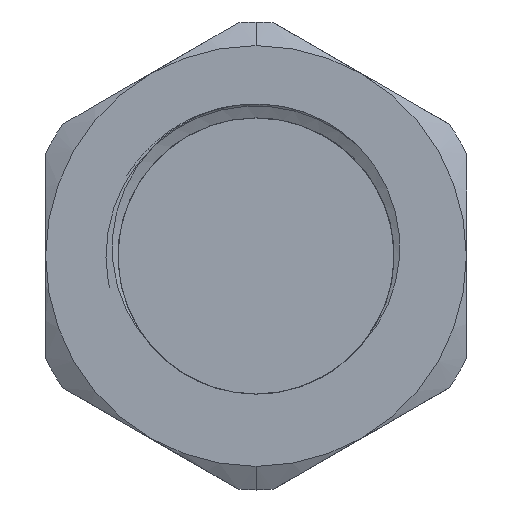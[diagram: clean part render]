
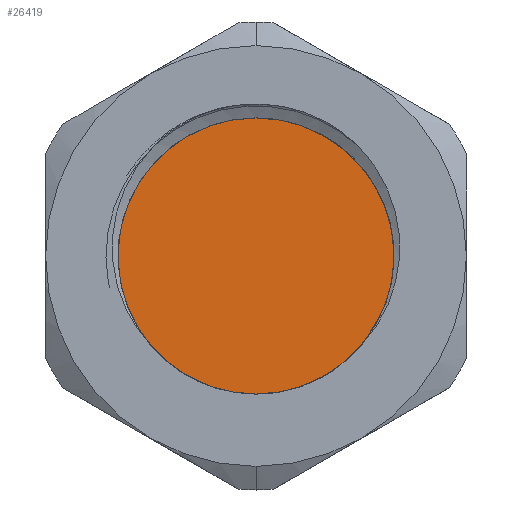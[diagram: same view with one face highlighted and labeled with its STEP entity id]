
A CAD part, left-side view. The second image highlights one B-rep face of the part: STEP entity #26419.
In plain terms, the highlighted planar face has unit normal (-1, 0, 0).
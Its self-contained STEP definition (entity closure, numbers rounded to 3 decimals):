
#174 = EDGE_CURVE ( 'NONE', #14264, #14262, #1643, .T. ) ;
#822 = AXIS2_PLACEMENT_3D ( 'NONE', #23892, #23890, #23889 ) ;
#1643 = CIRCLE ( 'NONE', #822, 9.5 ) ;
#2205 = AXIS2_PLACEMENT_3D ( 'NONE', #8737, #8743, #8744 ) ;
#2762 = EDGE_CURVE ( 'NONE', #14262, #14264, #24746, .T. ) ;
#4889 = AXIS2_PLACEMENT_3D ( 'NONE', #5457, #5456, #5455 ) ;
#5455 = DIRECTION ( 'NONE',  ( 0., 0., -1. ) ) ;
#5456 = DIRECTION ( 'NONE',  ( -1., 0., 0. ) ) ;
#5457 = CARTESIAN_POINT ( 'NONE',  ( -52.866, 0., 0. ) ) ;
#6799 = EDGE_LOOP ( 'NONE', ( #19819, #19871 ) ) ;
#8737 = CARTESIAN_POINT ( 'NONE',  ( -52.866, 0., 0. ) ) ;
#8741 = PLANE ( 'NONE',  #2205 ) ;
#8743 = DIRECTION ( 'NONE',  ( 1., 0., 0. ) ) ;
#8744 = DIRECTION ( 'NONE',  ( 0., 0., -1. ) ) ;
#14262 = VERTEX_POINT ( 'NONE', #20276 ) ;
#14264 = VERTEX_POINT ( 'NONE', #20277 ) ;
#19819 = ORIENTED_EDGE ( 'NONE', *, *, #174, .T. ) ;
#19871 = ORIENTED_EDGE ( 'NONE', *, *, #2762, .T. ) ;
#20276 = CARTESIAN_POINT ( 'NONE',  ( -52.866, 0., 9.5 ) ) ;
#20277 = CARTESIAN_POINT ( 'NONE',  ( -52.866, 0., -9.5 ) ) ;
#23889 = DIRECTION ( 'NONE',  ( 0., 0., -1. ) ) ;
#23890 = DIRECTION ( 'NONE',  ( -1., 0., 0. ) ) ;
#23892 = CARTESIAN_POINT ( 'NONE',  ( -52.866, 0., 0. ) ) ;
#24716 = FACE_OUTER_BOUND ( 'NONE', #6799, .T. ) ;
#24746 = CIRCLE ( 'NONE', #4889, 9.5 ) ;
#26419 = ADVANCED_FACE ( 'NONE', ( #24716 ), #8741, .F. ) ;
